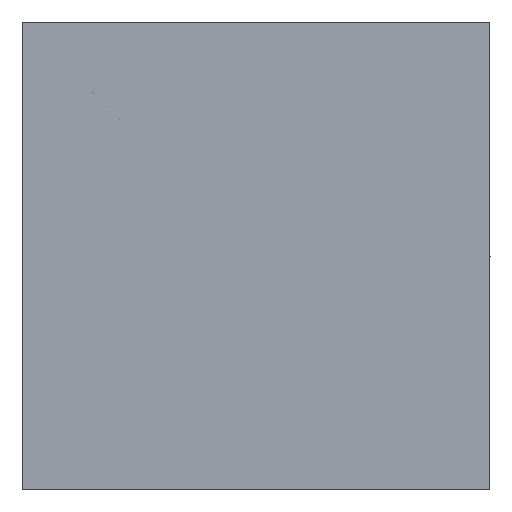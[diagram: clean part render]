
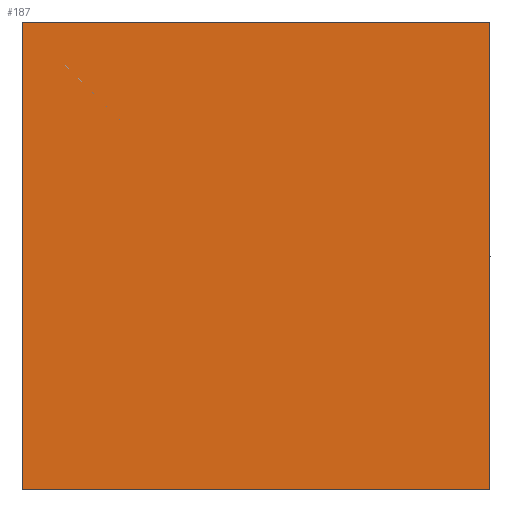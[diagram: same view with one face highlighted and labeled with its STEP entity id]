
A CAD part, left-side view. The second image highlights one B-rep face of the part: STEP entity #187.
In plain terms, the highlighted planar face has unit normal (-1, 0, 0).
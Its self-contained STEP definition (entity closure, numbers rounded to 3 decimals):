
#25=FACE_OUTER_BOUND('',#37,.T.);
#37=EDGE_LOOP('',(#153,#154,#155,#156));
#50=LINE('',#311,#68);
#52=LINE('',#315,#70);
#54=LINE('',#319,#72);
#56=LINE('',#322,#74);
#68=VECTOR('',#255,10.);
#70=VECTOR('',#259,10.);
#72=VECTOR('',#263,10.);
#74=VECTOR('',#267,10.);
#91=VERTEX_POINT('',#308);
#92=VERTEX_POINT('',#310);
#93=VERTEX_POINT('',#314);
#94=VERTEX_POINT('',#318);
#110=EDGE_CURVE('',#92,#91,#50,.T.);
#112=EDGE_CURVE('',#93,#92,#52,.T.);
#114=EDGE_CURVE('',#94,#93,#54,.T.);
#116=EDGE_CURVE('',#91,#94,#56,.T.);
#153=ORIENTED_EDGE('',*,*,#116,.T.);
#154=ORIENTED_EDGE('',*,*,#114,.T.);
#155=ORIENTED_EDGE('',*,*,#112,.T.);
#156=ORIENTED_EDGE('',*,*,#110,.T.);
#177=PLANE('',#220);
#187=ADVANCED_FACE('',(#25),#177,.T.);
#220=AXIS2_PLACEMENT_3D('',#323,#268,#269);
#255=DIRECTION('',(0.,0.,1.));
#259=DIRECTION('',(0.,-1.,0.));
#263=DIRECTION('',(0.,0.,-1.));
#267=DIRECTION('',(0.,1.,0.));
#268=DIRECTION('center_axis',(-1.,0.,0.));
#269=DIRECTION('ref_axis',(0.,0.,1.));
#308=CARTESIAN_POINT('',(-2.75,-1.,1.));
#310=CARTESIAN_POINT('',(-2.75,-1.,-1.));
#311=CARTESIAN_POINT('',(-2.75,-1.,-1.));
#314=CARTESIAN_POINT('',(-2.75,1.,-1.));
#315=CARTESIAN_POINT('',(-2.75,1.,-1.));
#318=CARTESIAN_POINT('',(-2.75,1.,1.));
#319=CARTESIAN_POINT('',(-2.75,1.,1.));
#322=CARTESIAN_POINT('',(-2.75,-1.,1.));
#323=CARTESIAN_POINT('Origin',(-2.75,0.,0.));
